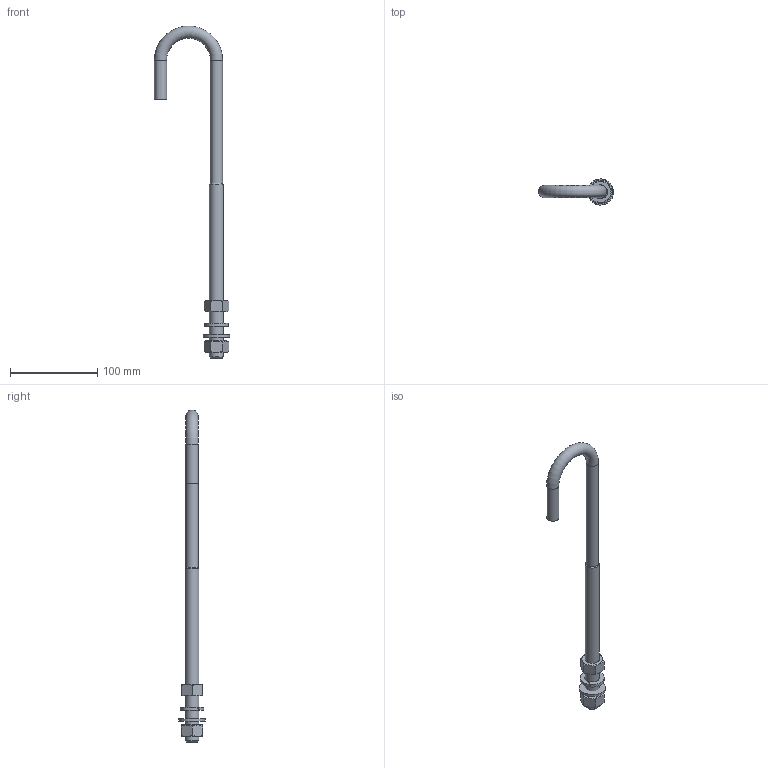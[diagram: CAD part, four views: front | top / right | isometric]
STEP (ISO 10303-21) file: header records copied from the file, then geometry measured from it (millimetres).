
FILE_DESCRIPTION(/* description */ (''),/* implementation_level */ '2;1');
FILE_NAME(/* name */ '10130505 001.stp',/* time_stamp */ '2021-09-29T17:48:36+02:00',/* author */ ('gcocco'),/* organization */ (''),/* preprocessor_version */ 'ST-DEVELOPER v17.2',/* originating_system */ 'Autodesk Inventor 2019',/* authorisation */ '');
FILE_SCHEMA (('AUTOMOTIVE_DESIGN { 1 0 10303 214 3 1 1 }'));
Length unit declared in the file: millimetre
Products named in the file (1): 10130505  001_Shrinkwrap_1
Bounding box: 85.99 x 29.99 x 380 mm (x, y, z)
Surface area: 29337 mm2 (no closed solid volume)
Topology: 0 solids, 5 shells, 42 faces, 103 edges, 71 vertices
Faces by surface type: plane 24, cone 9, cylinder 8, torus 1
Full cylindrical faces by diameter (mm): 14 x2, 16 x1, 30 x1
Entity records: 1344 total; most frequent: CARTESIAN_POINT 273, DIRECTION 205, ORIENTED_EDGE 202, EDGE_CURVE 103, AXIS2_PLACEMENT_3D 87, VERTEX_POINT 71, EDGE_LOOP 46, FACE_OUTER_BOUND 42
